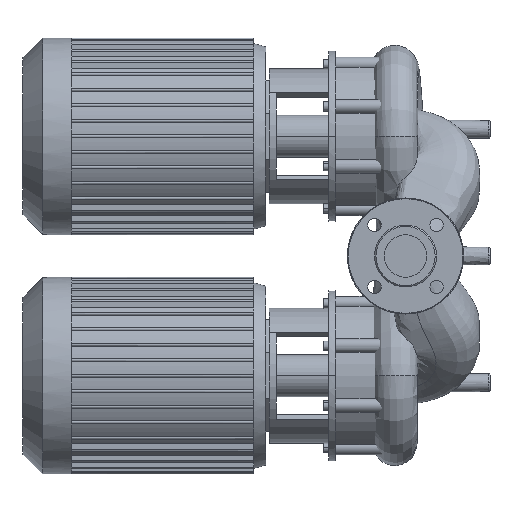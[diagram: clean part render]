
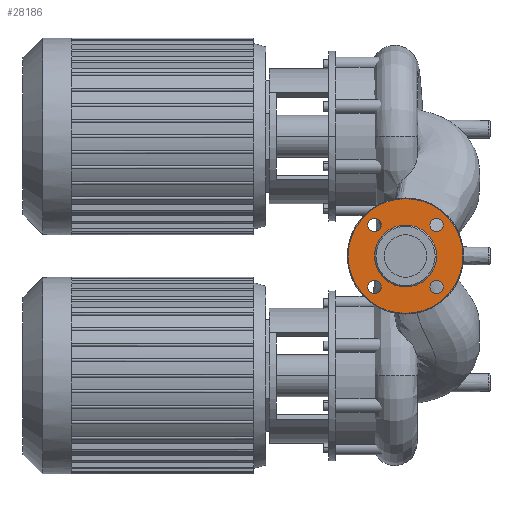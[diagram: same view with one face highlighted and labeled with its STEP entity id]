
A CAD part, left-side view. The second image highlights one B-rep face of the part: STEP entity #28186.
In plain terms, the highlighted free-form (B-spline) face has degree [1, 1] with [2, 2] control points.
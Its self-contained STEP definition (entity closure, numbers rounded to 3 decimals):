
#27565=CARTESIAN_POINT('',(2.,0.,-81.5));
#27566=VERTEX_POINT('',#27565);
#27582=CARTESIAN_POINT('',(2.,0.,81.5));
#27583=VERTEX_POINT('',#27582);
#27591=CARTESIAN_POINT('',(2.,-81.5,0.0));
#27592=VERTEX_POINT('',#27591);
#27593=CARTESIAN_POINT('',(2.,0.,0.0));
#27594=DIRECTION('',(-1.0,0.0,0.0));
#27595=DIRECTION('',(0.0,-1.0,0.0));
#27596=AXIS2_PLACEMENT_3D('',#27593,#27594,#27595);
#27597=CIRCLE('',#27596,81.5);
#27598=EDGE_CURVE('',#27592,#27583,#27597,.T.);
#27600=CARTESIAN_POINT('',(2.,0.,0.0));
#27601=DIRECTION('',(-1.0,0.0,0.0));
#27602=DIRECTION('',(0.0,-1.0,0.0));
#27603=AXIS2_PLACEMENT_3D('',#27600,#27601,#27602);
#27604=CIRCLE('',#27603,81.5);
#27605=EDGE_CURVE('',#27566,#27592,#27604,.T.);
#27636=CARTESIAN_POINT('',(2.,-44.,0.0));
#27637=VERTEX_POINT('',#27636);
#27646=CARTESIAN_POINT('',(2.,44.,0.));
#27647=VERTEX_POINT('',#27646);
#27648=CARTESIAN_POINT('',(2.,0.,0.0));
#27649=DIRECTION('',(-1.0,0.0,0.0));
#27650=DIRECTION('',(0.0,-1.0,0.0));
#27651=AXIS2_PLACEMENT_3D('',#27648,#27649,#27650);
#27652=CIRCLE('',#27651,44.);
#27653=EDGE_CURVE('',#27637,#27647,#27652,.T.);
#27699=CARTESIAN_POINT('',(2.,-44.194,34.694));
#27700=VERTEX_POINT('',#27699);
#27709=CARTESIAN_POINT('',(2.,-44.194,53.694));
#27710=VERTEX_POINT('',#27709);
#27711=CARTESIAN_POINT('',(2.,-44.194,44.194));
#27712=DIRECTION('',(-1.0,0.0,0.0));
#27713=DIRECTION('',(0.0,0.0,-1.0));
#27714=AXIS2_PLACEMENT_3D('',#27711,#27712,#27713);
#27715=CIRCLE('',#27714,9.5);
#27716=EDGE_CURVE('',#27700,#27710,#27715,.T.);
#27762=CARTESIAN_POINT('',(2.,34.694,44.194));
#27763=VERTEX_POINT('',#27762);
#27772=CARTESIAN_POINT('',(2.,53.694,44.194));
#27773=VERTEX_POINT('',#27772);
#27774=CARTESIAN_POINT('',(2.,44.194,44.194));
#27775=DIRECTION('',(-1.0,0.0,0.0));
#27776=DIRECTION('',(0.0,-1.0,0.0));
#27777=AXIS2_PLACEMENT_3D('',#27774,#27775,#27776);
#27778=CIRCLE('',#27777,9.5);
#27779=EDGE_CURVE('',#27763,#27773,#27778,.T.);
#27825=CARTESIAN_POINT('',(2.,44.194,-34.694));
#27826=VERTEX_POINT('',#27825);
#27835=CARTESIAN_POINT('',(2.,44.194,-53.694));
#27836=VERTEX_POINT('',#27835);
#27837=CARTESIAN_POINT('',(2.,44.194,-44.194));
#27838=DIRECTION('',(-1.0,0.0,0.0));
#27839=DIRECTION('',(0.0,0.0,1.0));
#27840=AXIS2_PLACEMENT_3D('',#27837,#27838,#27839);
#27841=CIRCLE('',#27840,9.5);
#27842=EDGE_CURVE('',#27826,#27836,#27841,.T.);
#27888=CARTESIAN_POINT('',(2.,-34.694,-44.194));
#27889=VERTEX_POINT('',#27888);
#27898=CARTESIAN_POINT('',(2.,-53.694,-44.194));
#27899=VERTEX_POINT('',#27898);
#27900=CARTESIAN_POINT('',(2.,-44.194,-44.194));
#27901=DIRECTION('',(-1.0,0.0,0.0));
#27902=DIRECTION('',(0.0,1.0,0.0));
#27903=AXIS2_PLACEMENT_3D('',#27900,#27901,#27902);
#27904=CIRCLE('',#27903,9.5);
#27905=EDGE_CURVE('',#27889,#27899,#27904,.T.);
#27960=CARTESIAN_POINT('',(2.,-44.194,-44.194));
#27961=DIRECTION('',(-1.0,0.0,0.0));
#27962=DIRECTION('',(0.0,1.0,0.0));
#27963=AXIS2_PLACEMENT_3D('',#27960,#27961,#27962);
#27964=CIRCLE('',#27963,9.5);
#27965=EDGE_CURVE('',#27899,#27889,#27964,.T.);
#28005=CARTESIAN_POINT('',(2.,44.194,-44.194));
#28006=DIRECTION('',(-1.0,0.0,0.0));
#28007=DIRECTION('',(0.0,0.0,1.0));
#28008=AXIS2_PLACEMENT_3D('',#28005,#28006,#28007);
#28009=CIRCLE('',#28008,9.5);
#28010=EDGE_CURVE('',#27836,#27826,#28009,.T.);
#28050=CARTESIAN_POINT('',(2.,44.194,44.194));
#28051=DIRECTION('',(-1.0,0.0,0.0));
#28052=DIRECTION('',(0.0,-1.0,0.0));
#28053=AXIS2_PLACEMENT_3D('',#28050,#28051,#28052);
#28054=CIRCLE('',#28053,9.5);
#28055=EDGE_CURVE('',#27773,#27763,#28054,.T.);
#28095=CARTESIAN_POINT('',(2.,-44.194,44.194));
#28096=DIRECTION('',(-1.0,0.0,0.0));
#28097=DIRECTION('',(0.0,0.0,-1.0));
#28098=AXIS2_PLACEMENT_3D('',#28095,#28096,#28097);
#28099=CIRCLE('',#28098,9.5);
#28100=EDGE_CURVE('',#27710,#27700,#28099,.T.);
#28140=CARTESIAN_POINT('',(2.,0.,0.0));
#28141=DIRECTION('',(-1.0,0.0,0.0));
#28142=DIRECTION('',(0.0,-1.0,0.0));
#28143=AXIS2_PLACEMENT_3D('',#28140,#28141,#28142);
#28144=CIRCLE('',#28143,44.);
#28145=EDGE_CURVE('',#27647,#27637,#28144,.T.);
#28150=CARTESIAN_POINT('',(2.,-81.5,-81.5));
#28151=CARTESIAN_POINT('',(2.,-81.5,81.5));
#28152=CARTESIAN_POINT('',(2.,81.5,-81.5));
#28153=CARTESIAN_POINT('',(2.,81.5,81.5));
#28154=B_SPLINE_SURFACE_WITH_KNOTS('',1,1,((#28150,#28152),(#28151,#28153)),.UNSPECIFIED.,.F.,.F.,.U.,(2,2),(2,2),(0.0,163.),(0.0,163.),.UNSPECIFIED.);
#28155=ORIENTED_EDGE('',*,*,#27598,.T.);
#28156=CARTESIAN_POINT('',(2.,0.,0.0));
#28157=DIRECTION('',(-1.0,0.0,0.0));
#28158=DIRECTION('',(0.0,-1.0,0.0));
#28159=AXIS2_PLACEMENT_3D('',#28156,#28157,#28158);
#28160=CIRCLE('',#28159,81.5);
#28161=EDGE_CURVE('',#27583,#27566,#28160,.T.);
#28162=ORIENTED_EDGE('',*,*,#28161,.T.);
#28163=ORIENTED_EDGE('',*,*,#27605,.T.);
#28164=EDGE_LOOP('',(#28155,#28162,#28163));
#28165=FACE_OUTER_BOUND('',#28164,.T.);
#28166=ORIENTED_EDGE('',*,*,#27965,.F.);
#28167=ORIENTED_EDGE('',*,*,#27905,.F.);
#28168=EDGE_LOOP('',(#28166,#28167));
#28169=FACE_BOUND('',#28168,.T.);
#28170=ORIENTED_EDGE('',*,*,#28010,.F.);
#28171=ORIENTED_EDGE('',*,*,#27842,.F.);
#28172=EDGE_LOOP('',(#28170,#28171));
#28173=FACE_BOUND('',#28172,.T.);
#28174=ORIENTED_EDGE('',*,*,#28055,.F.);
#28175=ORIENTED_EDGE('',*,*,#27779,.F.);
#28176=EDGE_LOOP('',(#28174,#28175));
#28177=FACE_BOUND('',#28176,.T.);
#28178=ORIENTED_EDGE('',*,*,#28100,.F.);
#28179=ORIENTED_EDGE('',*,*,#27716,.F.);
#28180=EDGE_LOOP('',(#28178,#28179));
#28181=FACE_BOUND('',#28180,.T.);
#28182=ORIENTED_EDGE('',*,*,#27653,.F.);
#28183=ORIENTED_EDGE('',*,*,#28145,.F.);
#28184=EDGE_LOOP('',(#28182,#28183));
#28185=FACE_BOUND('',#28184,.T.);
#28186=ADVANCED_FACE('',(#28165,#28169,#28173,#28177,#28181,#28185),#28154,.T.);
